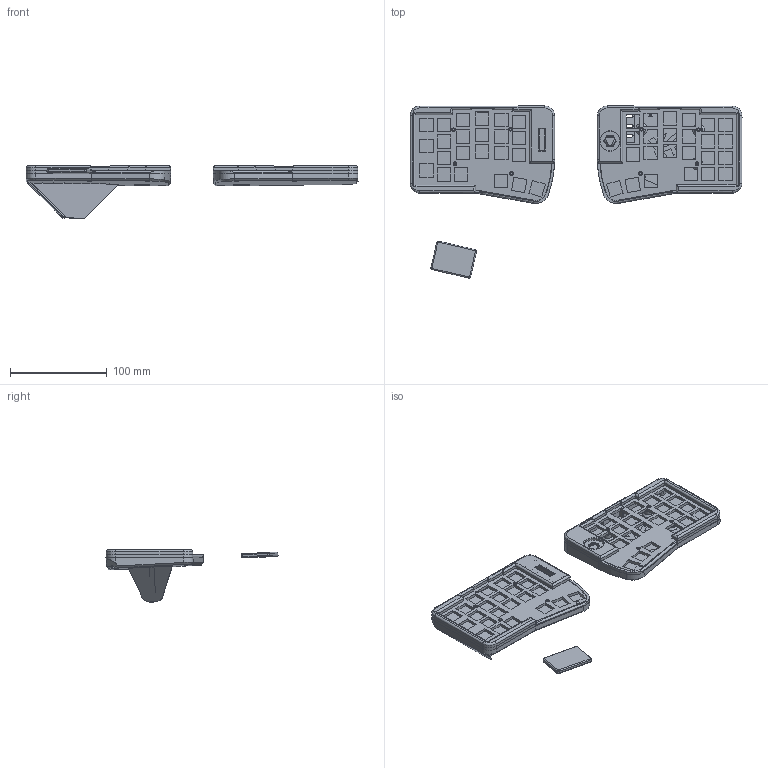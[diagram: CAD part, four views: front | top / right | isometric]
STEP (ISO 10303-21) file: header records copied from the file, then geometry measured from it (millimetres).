
FILE_DESCRIPTION(/* description */ (''),/* implementation_level */ '2;1');
FILE_NAME(/* name */ 'v04.step',/* time_stamp */ '2026-02-04T01:17:50+01:00',/* author */ (''),/* organization */ (''),/* preprocessor_version */ 'ST-DEVELOPER v20.1',/* originating_system */ 'Autodesk Translation Framework v14.24.0.0',/* authorisation */ '');
FILE_SCHEMA (('AUTOMOTIVE_DESIGN { 1 0 10303 214 3 1 1 }'));
Length unit declared in the file: millimetre
Products named in the file (9): 2026-01-23-22-54-08-069; 2026-01-25-22-50-00-365; 2026-01-30-14-42-47-634; 2026-01-26-02-16-28-927; 2026-01-26-02-16-31-844; 2026-01-26-02-16-34-226; 2026-01-26-02-16-35-653; 2026-01-26-02-16-37-254; 2026-01-26-02-16-38-802
Assembly tree (8 placements, depth 3):
  2026-01-23-22-54-08-069
    2026-01-25-22-50-00-365
      2026-01-30-14-42-47-634
    2026-01-26-02-16-28-927
    2026-01-26-02-16-31-844
    2026-01-26-02-16-34-226
    2026-01-26-02-16-35-653
    2026-01-26-02-16-37-254
    2026-01-26-02-16-38-802
Bounding box: 342.9 x 177.69 x 54.09 mm (x, y, z)
Volume: 210236.2 mm3; surface area: 146404 mm2
Topology: 9 solids, 9 shells, 952 faces, 2493 edges, 1607 vertices
Faces by surface type: plane 613, cylinder 266, bspline 44, cone 18, torus 11
Full cylindrical faces by diameter (mm): 2.4 x19, 3 x20, 3.9 x19, 6.5 x1, 7 x8, 8 x8
Entity records: 31110 total; most frequent: CARTESIAN_POINT 6918, ORIENTED_EDGE 4978, DIRECTION 4799, EDGE_CURVE 2489, LINE 1845, VECTOR 1845, VERTEX_POINT 1607, AXIS2_PLACEMENT_3D 1477
